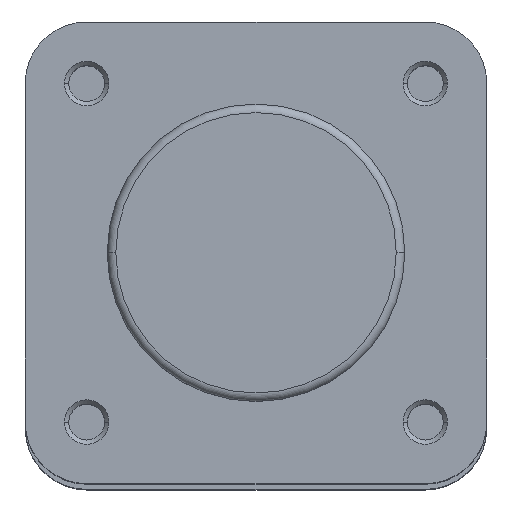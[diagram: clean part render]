
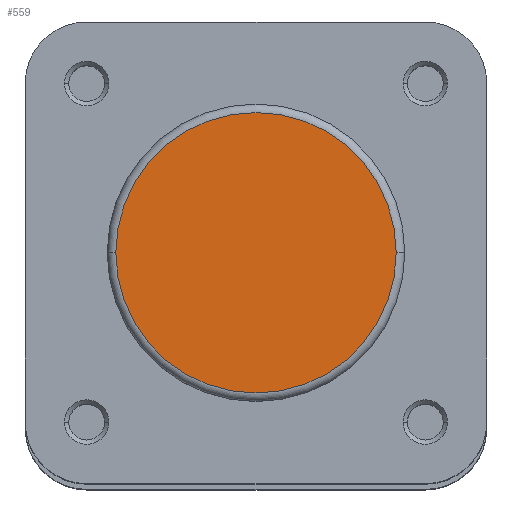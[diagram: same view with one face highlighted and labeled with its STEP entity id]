
A CAD part, top view. The second image highlights one B-rep face of the part: STEP entity #559.
In plain terms, the highlighted planar face has unit normal (0, 0, 1).
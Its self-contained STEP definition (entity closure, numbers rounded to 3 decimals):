
#63 = AXIS2_PLACEMENT_3D ( 'NONE', #1165, #1172, #1173 ) ;
#69 = AXIS2_PLACEMENT_3D ( 'NONE', #1157, #1158, #1159 ) ;
#215 = EDGE_CURVE ( 'NONE', #860, #854, #4761, .T. ) ;
#220 = EDGE_CURVE ( 'NONE', #854, #860, #4766, .T. ) ;
#559 = ADVANCED_FACE ( 'NONE', ( #2243 ), #3118, .F. ) ;
#854 = VERTEX_POINT ( 'NONE', #3456 ) ;
#860 = VERTEX_POINT ( 'NONE', #3462 ) ;
#1157 = CARTESIAN_POINT ( 'NONE',  ( 0., 0., 0. ) ) ;
#1158 = DIRECTION ( 'NONE',  ( 0., 0., 1. ) ) ;
#1159 = DIRECTION ( 'NONE',  ( -1., 0., 0. ) ) ;
#1165 = CARTESIAN_POINT ( 'NONE',  ( 0., 0., 0. ) ) ;
#1172 = DIRECTION ( 'NONE',  ( 0., 0., 1. ) ) ;
#1173 = DIRECTION ( 'NONE',  ( -1., 0., 0. ) ) ;
#2243 = FACE_OUTER_BOUND ( 'NONE', #3958, .T. ) ;
#2729 = AXIS2_PLACEMENT_3D ( 'NONE', #3117, #3120, #3121 ) ;
#3117 = CARTESIAN_POINT ( 'NONE',  ( 0., 17.4, 0. ) ) ;
#3118 = PLANE ( 'NONE',  #2729 ) ;
#3120 = DIRECTION ( 'NONE',  ( 0., 0., -1. ) ) ;
#3121 = DIRECTION ( 'NONE',  ( -1., 0., 0. ) ) ;
#3456 = CARTESIAN_POINT ( 'NONE',  ( 16.4, 0., 0. ) ) ;
#3462 = CARTESIAN_POINT ( 'NONE',  ( -16.4, 0., 0. ) ) ;
#3958 = EDGE_LOOP ( 'NONE', ( #4450, #4449 ) ) ;
#4449 = ORIENTED_EDGE ( 'NONE', *, *, #220, .T. ) ;
#4450 = ORIENTED_EDGE ( 'NONE', *, *, #215, .T. ) ;
#4761 = CIRCLE ( 'NONE', #69, 16.4 ) ;
#4766 = CIRCLE ( 'NONE', #63, 16.4 ) ;
